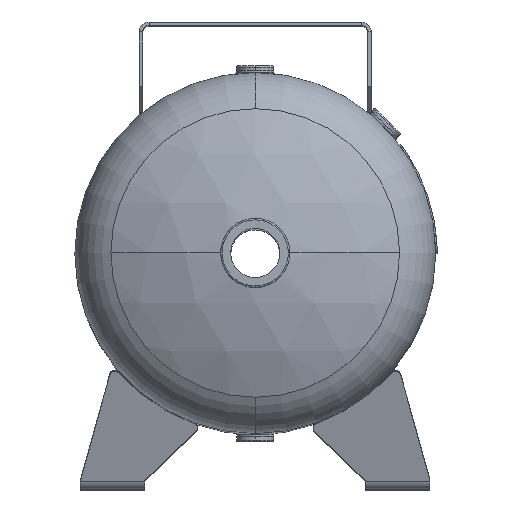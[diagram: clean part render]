
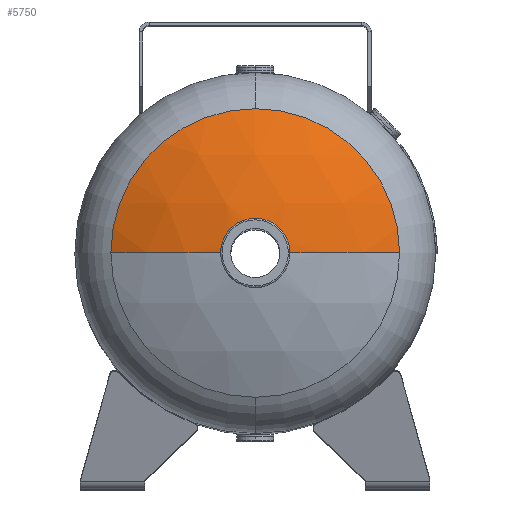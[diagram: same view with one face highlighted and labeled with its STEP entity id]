
A CAD part, top view. The second image highlights one B-rep face of the part: STEP entity #5750.
In plain terms, the highlighted spherical face has radius 320.04 mm.
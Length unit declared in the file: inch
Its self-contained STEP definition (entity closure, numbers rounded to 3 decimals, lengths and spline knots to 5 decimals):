
#216 = ORIENTED_EDGE ( 'NONE', *, *, #5872, .F. ) ;
#217 = ORIENTED_EDGE ( 'NONE', *, *, #5864, .F. ) ;
#218 = ORIENTED_EDGE ( 'NONE', *, *, #5878, .T. ) ;
#219 = ORIENTED_EDGE ( 'NONE', *, *, #5877, .F. ) ;
#256 = ORIENTED_EDGE ( 'NONE', *, *, #5862, .F. ) ;
#420 = EDGE_LOOP ( 'NONE', ( #216, #217, #218, #219, #256 ) ) ;
#664 = CARTESIAN_POINT ( 'NONE',  ( 0., 0., 3.9 ) ) ;
#665 = FACE_OUTER_BOUND ( 'NONE', #420, .T. ) ;
#667 = SPHERICAL_SURFACE ( 'NONE', #2066, 12.6 ) ;
#670 = DIRECTION ( 'NONE',  ( 0., -1., 0. ) ) ;
#671 = DIRECTION ( 'NONE',  ( 1., 0., 0. ) ) ;
#2066 = AXIS2_PLACEMENT_3D ( 'NONE', #664, #670, #671 ) ;
#3110 = CIRCLE ( 'NONE', #3111, 5.6 ) ;
#3111 = AXIS2_PLACEMENT_3D ( 'NONE', #6416, #6417, #6418 ) ;
#3116 = CIRCLE ( 'NONE', #3117, 1.22125 ) ;
#3117 = AXIS2_PLACEMENT_3D ( 'NONE', #6423, #6424, #6425 ) ;
#3126 = CIRCLE ( 'NONE', #3129, 12.6 ) ;
#3128 = CIRCLE ( 'NONE', #3139, 5.6 ) ;
#3129 = AXIS2_PLACEMENT_3D ( 'NONE', #6445, #6446, #6447 ) ;
#3138 = CIRCLE ( 'NONE', #3141, 12.6 ) ;
#3139 = AXIS2_PLACEMENT_3D ( 'NONE', #6462, #6463, #6464 ) ;
#3141 = AXIS2_PLACEMENT_3D ( 'NONE', #6467, #6468, #6469 ) ;
#5750 = ADVANCED_FACE ( 'NONE', ( #665 ), #667, .T. ) ;
#5862 = EDGE_CURVE ( 'NONE', #11473, #11471, #3110, .T. ) ;
#5864 = EDGE_CURVE ( 'NONE', #11470, #11461, #3116, .T. ) ;
#5872 = EDGE_CURVE ( 'NONE', #11461, #11473, #3126, .T. ) ;
#5877 = EDGE_CURVE ( 'NONE', #11471, #11466, #3128, .T. ) ;
#5878 = EDGE_CURVE ( 'NONE', #11470, #11466, #3138, .T. ) ;
#6416 = CARTESIAN_POINT ( 'NONE',  ( 0., 0., 15.18716 ) ) ;
#6417 = DIRECTION ( 'NONE',  ( 0., 0., -1. ) ) ;
#6418 = DIRECTION ( 'NONE',  ( 0., 1., 0. ) ) ;
#6423 = CARTESIAN_POINT ( 'NONE',  ( 0., 0., 16.44068 ) ) ;
#6424 = DIRECTION ( 'NONE',  ( 0., 0., 1. ) ) ;
#6425 = DIRECTION ( 'NONE',  ( -1., 0., 0. ) ) ;
#6445 = CARTESIAN_POINT ( 'NONE',  ( 0., 0., 3.9 ) ) ;
#6446 = DIRECTION ( 'NONE',  ( 0., -1., 0. ) ) ;
#6447 = DIRECTION ( 'NONE',  ( 1., 0., 0. ) ) ;
#6462 = CARTESIAN_POINT ( 'NONE',  ( 0., 0., 15.18716 ) ) ;
#6463 = DIRECTION ( 'NONE',  ( 0., 0., -1. ) ) ;
#6464 = DIRECTION ( 'NONE',  ( 0., 1., 0. ) ) ;
#6467 = CARTESIAN_POINT ( 'NONE',  ( 0., 0., 3.9 ) ) ;
#6468 = DIRECTION ( 'NONE',  ( 0., 1., 0. ) ) ;
#6469 = DIRECTION ( 'NONE',  ( 0., 0., 1. ) ) ;
#8570 = CARTESIAN_POINT ( 'NONE',  ( -1.22125, 0., 16.44068 ) ) ;
#8578 = CARTESIAN_POINT ( 'NONE',  ( 5.6, 0., 15.18716 ) ) ;
#8585 = CARTESIAN_POINT ( 'NONE',  ( 1.22125, 0., 16.44068 ) ) ;
#8586 = CARTESIAN_POINT ( 'NONE',  ( 0., 5.6, 15.18716 ) ) ;
#8589 = CARTESIAN_POINT ( 'NONE',  ( -5.6, 0., 15.18716 ) ) ;
#11461 = VERTEX_POINT ( 'NONE', #8570 ) ;
#11466 = VERTEX_POINT ( 'NONE', #8578 ) ;
#11470 = VERTEX_POINT ( 'NONE', #8585 ) ;
#11471 = VERTEX_POINT ( 'NONE', #8586 ) ;
#11473 = VERTEX_POINT ( 'NONE', #8589 ) ;
